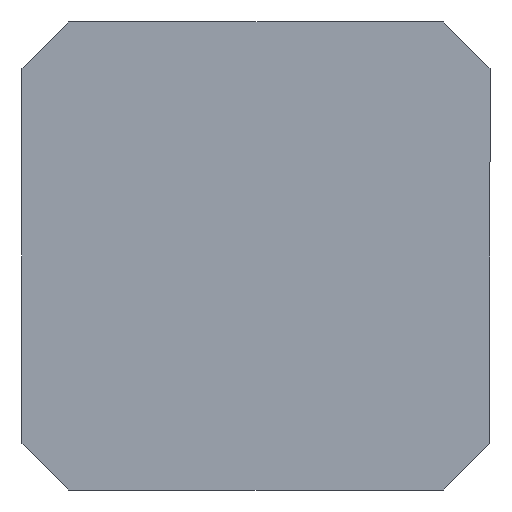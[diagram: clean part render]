
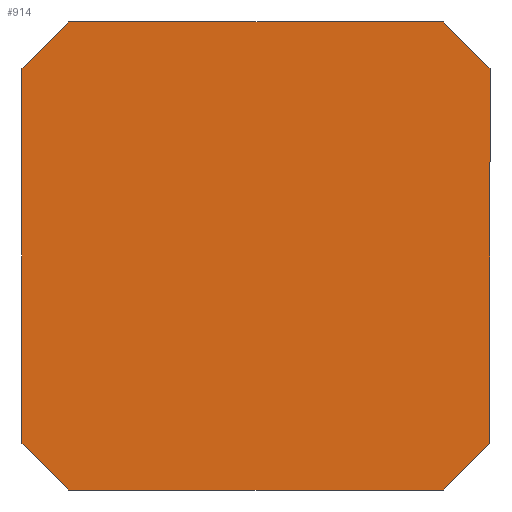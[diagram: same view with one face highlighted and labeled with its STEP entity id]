
A CAD part, front view. The second image highlights one B-rep face of the part: STEP entity #914.
In plain terms, the highlighted planar face has unit normal (0, -1, 0).
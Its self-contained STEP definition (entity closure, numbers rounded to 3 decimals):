
#45 = AXIS2_PLACEMENT_3D ( 'NONE', #2745, #1794, #3410 ) ;
#47 = ORIENTED_EDGE ( 'NONE', *, *, #2480, .F. ) ;
#185 = CARTESIAN_POINT ( 'NONE',  ( 60., 0., -75. ) ) ;
#191 = LINE ( 'NONE', #2444, #1219 ) ;
#303 = EDGE_CURVE ( 'NONE', #821, #2473, #3929, .T. ) ;
#523 = DIRECTION ( 'NONE',  ( -1., 0., 0. ) ) ;
#555 = ORIENTED_EDGE ( 'NONE', *, *, #1178, .T. ) ;
#693 = ORIENTED_EDGE ( 'NONE', *, *, #2121, .F. ) ;
#725 = CARTESIAN_POINT ( 'NONE',  ( 75., 0., 60. ) ) ;
#810 = VECTOR ( 'NONE', #3596, 1000. ) ;
#821 = VERTEX_POINT ( 'NONE', #2560 ) ;
#848 = DIRECTION ( 'NONE',  ( 1., 0., 0. ) ) ;
#914 = ADVANCED_FACE ( 'NONE', ( #1510 ), #2377, .F. ) ;
#1066 = CARTESIAN_POINT ( 'NONE',  ( 60., 0., 75. ) ) ;
#1175 = VERTEX_POINT ( 'NONE', #2651 ) ;
#1178 = EDGE_CURVE ( 'NONE', #1175, #1179, #3236, .T. ) ;
#1179 = VERTEX_POINT ( 'NONE', #1066 ) ;
#1219 = VECTOR ( 'NONE', #1481, 1000. ) ;
#1285 = CARTESIAN_POINT ( 'NONE',  ( -60., 0., 75. ) ) ;
#1357 = CARTESIAN_POINT ( 'NONE',  ( -75., 0., -75. ) ) ;
#1481 = DIRECTION ( 'NONE',  ( 0., 0., -1. ) ) ;
#1482 = EDGE_CURVE ( 'NONE', #3714, #2473, #3794, .T. ) ;
#1483 = LINE ( 'NONE', #3623, #2547 ) ;
#1508 = CARTESIAN_POINT ( 'NONE',  ( -60., 0., 75. ) ) ;
#1510 = FACE_OUTER_BOUND ( 'NONE', #3188, .T. ) ;
#1584 = LINE ( 'NONE', #2205, #3883 ) ;
#1604 = VERTEX_POINT ( 'NONE', #2763 ) ;
#1658 = VERTEX_POINT ( 'NONE', #1813 ) ;
#1771 = ORIENTED_EDGE ( 'NONE', *, *, #4048, .T. ) ;
#1794 = DIRECTION ( 'NONE',  ( 0., 1., 0. ) ) ;
#1813 = CARTESIAN_POINT ( 'NONE',  ( 60., 0., -75. ) ) ;
#1896 = DIRECTION ( 'NONE',  ( -0.707, 0., -0.707 ) ) ;
#2027 = VECTOR ( 'NONE', #523, 1000. ) ;
#2111 = CARTESIAN_POINT ( 'NONE',  ( -75., 0., -75. ) ) ;
#2121 = EDGE_CURVE ( 'NONE', #1658, #1604, #3701, .T. ) ;
#2205 = CARTESIAN_POINT ( 'NONE',  ( -75., 0., -60. ) ) ;
#2288 = ORIENTED_EDGE ( 'NONE', *, *, #1482, .T. ) ;
#2346 = CARTESIAN_POINT ( 'NONE',  ( -75., 0., 60. ) ) ;
#2377 = PLANE ( 'NONE',  #45 ) ;
#2444 = CARTESIAN_POINT ( 'NONE',  ( 75., 0., -75. ) ) ;
#2471 = ORIENTED_EDGE ( 'NONE', *, *, #2498, .T. ) ;
#2473 = VERTEX_POINT ( 'NONE', #2346 ) ;
#2480 = EDGE_CURVE ( 'NONE', #1175, #3843, #191, .T. ) ;
#2498 = EDGE_CURVE ( 'NONE', #821, #1604, #1584, .T. ) ;
#2547 = VECTOR ( 'NONE', #848, 1000. ) ;
#2560 = CARTESIAN_POINT ( 'NONE',  ( -75., 0., -60. ) ) ;
#2649 = DIRECTION ( 'NONE',  ( 0., 0., 1. ) ) ;
#2651 = CARTESIAN_POINT ( 'NONE',  ( 75., 0., 60. ) ) ;
#2745 = CARTESIAN_POINT ( 'NONE',  ( 0., 0., 0. ) ) ;
#2763 = CARTESIAN_POINT ( 'NONE',  ( -60., 0., -75. ) ) ;
#2822 = VECTOR ( 'NONE', #3403, 1000. ) ;
#2884 = ORIENTED_EDGE ( 'NONE', *, *, #3707, .F. ) ;
#3188 = EDGE_LOOP ( 'NONE', ( #693, #1771, #47, #555, #2884, #2288, #3885, #2471 ) ) ;
#3236 = LINE ( 'NONE', #725, #810 ) ;
#3380 = VECTOR ( 'NONE', #2649, 1000. ) ;
#3403 = DIRECTION ( 'NONE',  ( 0.707, 0., 0.707 ) ) ;
#3410 = DIRECTION ( 'NONE',  ( 0., 0., 1. ) ) ;
#3596 = DIRECTION ( 'NONE',  ( -0.707, 0., 0.707 ) ) ;
#3617 = LINE ( 'NONE', #185, #2822 ) ;
#3623 = CARTESIAN_POINT ( 'NONE',  ( -75., 0., 75. ) ) ;
#3701 = LINE ( 'NONE', #2111, #2027 ) ;
#3707 = EDGE_CURVE ( 'NONE', #3714, #1179, #1483, .T. ) ;
#3714 = VERTEX_POINT ( 'NONE', #1508 ) ;
#3736 = CARTESIAN_POINT ( 'NONE',  ( 75., 0., -60. ) ) ;
#3794 = LINE ( 'NONE', #1285, #3982 ) ;
#3843 = VERTEX_POINT ( 'NONE', #3736 ) ;
#3883 = VECTOR ( 'NONE', #4058, 1000. ) ;
#3885 = ORIENTED_EDGE ( 'NONE', *, *, #303, .F. ) ;
#3929 = LINE ( 'NONE', #1357, #3380 ) ;
#3982 = VECTOR ( 'NONE', #1896, 1000. ) ;
#4048 = EDGE_CURVE ( 'NONE', #1658, #3843, #3617, .T. ) ;
#4058 = DIRECTION ( 'NONE',  ( 0.707, 0., -0.707 ) ) ;
